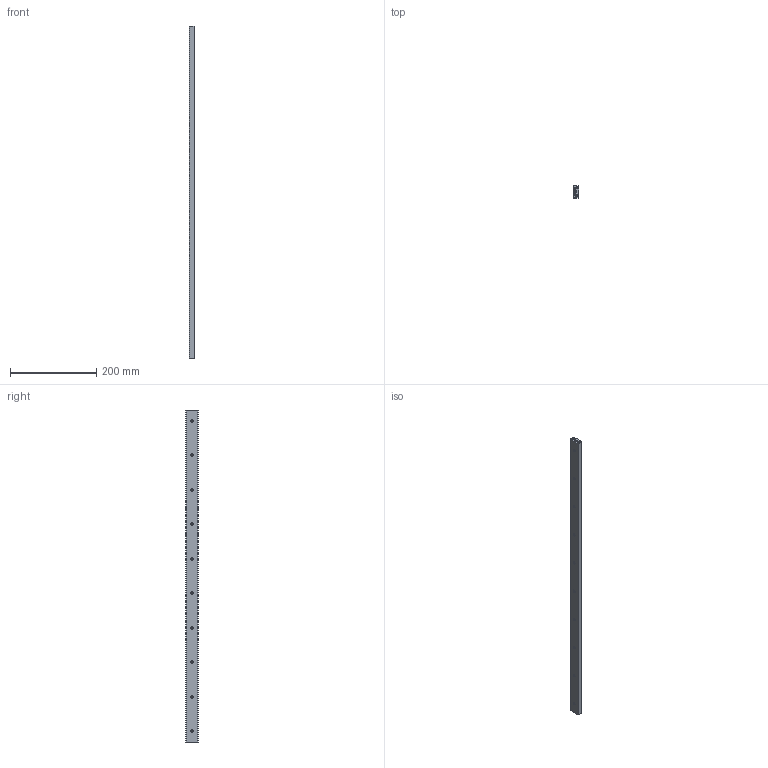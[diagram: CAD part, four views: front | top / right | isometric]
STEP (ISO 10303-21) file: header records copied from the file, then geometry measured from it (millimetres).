
FILE_DESCRIPTION (( 'STEP AP214' ), '1' );
FILE_NAME ('FR 5328_0770mm_30inch_closed.STEP', '2022-10-17T12:06:04', ( '' ), ( '' ), 'SwSTEP 2.0', 'SolidWorks 2020', '' );
FILE_SCHEMA (( 'AUTOMOTIVE_DESIGN' ));
Length unit declared in the file: millimetre
Products named in the file (5): FR 5328_0770mm_30inch_closed; 5328.XXX-03.T091_NL  770; 5328.XXX-01.T091_NL  770
Assembly tree (4 placements, depth 3):
  FR 5328_0770mm_30inch_closed
    5328.XXX-01.T091_NL  770
      5328.XXX-01.T091_NL  770
    5328.XXX-03.T091_NL  770
      5328.XXX-03.T091_NL  770
Bounding box: 13 x 28 x 770 mm (x, y, z)
Volume: 197895.3 mm3; surface area: 108073.2 mm2
Topology: 2 solids, 2 shells, 130 faces, 338 edges, 212 vertices
Faces by surface type: cylinder 68, cone 40, plane 22
Entity records: 4480 total; most frequent: DIRECTION 792, CARTESIAN_POINT 689, ORIENTED_EDGE 676, EDGE_CURVE 338, AXIS2_PLACEMENT_3D 315, VERTEX_POINT 212, CIRCLE 176, EDGE_LOOP 170
